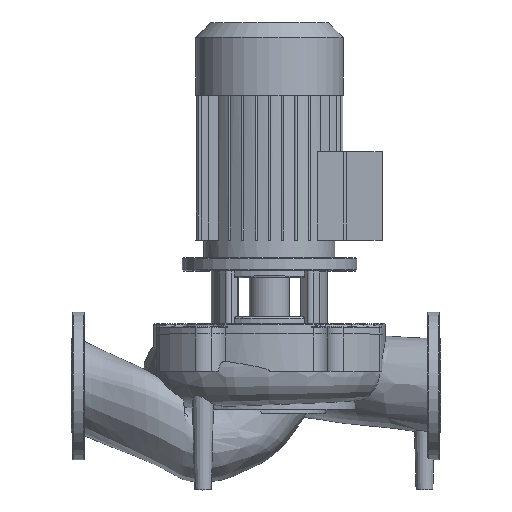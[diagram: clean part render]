
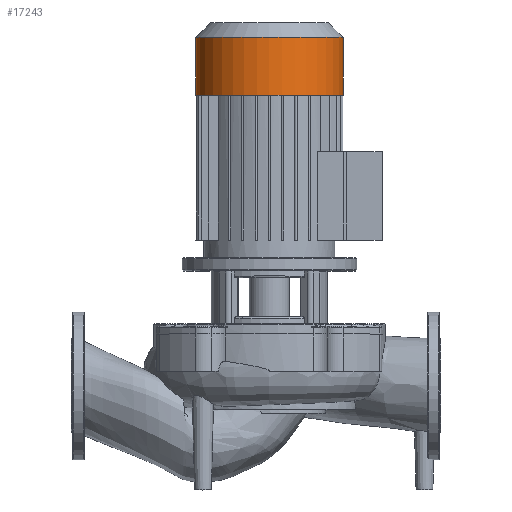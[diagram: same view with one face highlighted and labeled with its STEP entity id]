
A CAD part, top view. The second image highlights one B-rep face of the part: STEP entity #17243.
In plain terms, the highlighted cylindrical face has radius 110 mm (diameter 220 mm), a partial arc.
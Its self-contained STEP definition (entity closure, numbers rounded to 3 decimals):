
#12849=CARTESIAN_POINT('',(405.0,433.0,0.0));
#12850=VERTEX_POINT('',#12849);
#12851=CARTESIAN_POINT('',(405.0,519.0,0.0));
#12852=VERTEX_POINT('',#12851);
#12853=CARTESIAN_POINT('',(405.0,433.0,0.0));
#12854=DIRECTION('',(0.0,1.0,0.0));
#12855=VECTOR('',#12854,86.0);
#12856=LINE('',#12853,#12855);
#12857=EDGE_CURVE('',#12850,#12852,#12856,.T.);
#12859=CARTESIAN_POINT('',(185.0,433.0,0.));
#12860=VERTEX_POINT('',#12859);
#12868=CARTESIAN_POINT('',(185.0,519.0,0.));
#12869=VERTEX_POINT('',#12868);
#12870=CARTESIAN_POINT('',(185.0,433.0,0.));
#12871=DIRECTION('',(0.0,1.0,0.0));
#12872=VECTOR('',#12871,86.0);
#12873=LINE('',#12870,#12872);
#12874=EDGE_CURVE('',#12860,#12869,#12873,.T.);
#15792=CARTESIAN_POINT('',(295.0,433.0,0.0));
#15793=DIRECTION('',(0.0,1.0,0.0));
#15794=DIRECTION('',(1.0,0.0,0.0));
#15795=AXIS2_PLACEMENT_3D('',#15792,#15793,#15794);
#15796=CIRCLE('',#15795,110.0);
#15797=EDGE_CURVE('',#12860,#12850,#15796,.T.);
#17222=CARTESIAN_POINT('',(295.0,519.0,0.0));
#17223=DIRECTION('',(0.0,1.0,0.0));
#17224=DIRECTION('',(1.0,0.0,0.0));
#17225=AXIS2_PLACEMENT_3D('',#17222,#17223,#17224);
#17226=CIRCLE('',#17225,110.0);
#17227=EDGE_CURVE('',#12869,#12852,#17226,.T.);
#17232=CARTESIAN_POINT('',(295.0,541.0,0.0));
#17233=DIRECTION('',(0.0,-1.0,0.0));
#17234=DIRECTION('',(1.0,0.0,0.0));
#17235=AXIS2_PLACEMENT_3D('',#17232,#17233,#17234);
#17236=CYLINDRICAL_SURFACE('',#17235,110.0);
#17237=ORIENTED_EDGE('',*,*,#12857,.T.);
#17238=ORIENTED_EDGE('',*,*,#17227,.F.);
#17239=ORIENTED_EDGE('',*,*,#12874,.F.);
#17240=ORIENTED_EDGE('',*,*,#15797,.T.);
#17241=EDGE_LOOP('',(#17237,#17238,#17239,#17240));
#17242=FACE_OUTER_BOUND('',#17241,.T.);
#17243=ADVANCED_FACE('',(#17242),#17236,.T.);
